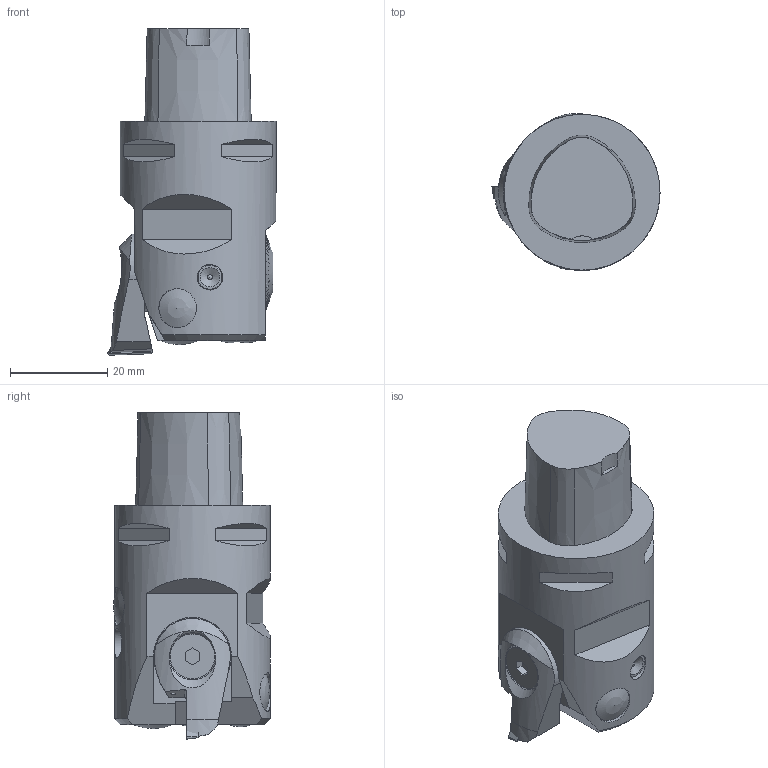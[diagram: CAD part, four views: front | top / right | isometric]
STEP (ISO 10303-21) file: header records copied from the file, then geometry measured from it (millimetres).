
FILE_DESCRIPTION(/* description */ ('3-D model version:1'),/* implementation_level */ '2;1');
FILE_NAME(/* name */ '826-37TC09-C3HP',/* time_stamp */ '2015-08-20T11:50:43+02:00',/* author */ ('InteractiveCad'),/* organization */ ('AB Sandvik Coromant'),/* preprocessor_version */ 'ST-DEVELOPER v15',/* originating_system */ 'SIEMENS PLM Software NX 8.5',/* authorisation */ '');
FILE_SCHEMA (('CONFIG_CONTROL_DESIGN'));
Length unit declared in the file: millimetre
Products named in the file (3): R826B_BF17STUC09HP_SIM; C3_R826B_AACA031HP_SIM; 826_37TC09_C3HP_SIM
Assembly tree (2 placements, depth 2):
  826_37TC09_C3HP_SIM
    C3_R826B_AACA031HP_SIM
    R826B_BF17STUC09HP_SIM
Bounding box: 34.5 x 32.18 x 67 mm (x, y, z)
Volume: 1474 mm3; surface area: 9000.4 mm2
Topology: 9 solids, 10 shells, 420 faces, 1183 edges, 787 vertices
Faces by surface type: plane 295, cone 75, cylinder 30, sphere 14, extrusion 3, torus 2, bspline 1
Full cylindrical faces by diameter (mm): 1 x1, 2 x1, 2.5 x1, 3.1 x1, 3.6 x1, 5.015 x3, 5.2 x1, 5.25 x1, 6 x1, 6.1 x1, 8.015 x1, 8.018 x1, 9.2 x1, 32 x1
Entity records: 13841 total; most frequent: CARTESIAN_POINT 3523, ORIENTED_EDGE 2182, DIRECTION 1874, EDGE_CURVE 1091, VERTEX_POINT 742, AXIS2_PLACEMENT_3D 650, VECTOR 574, LINE 571
